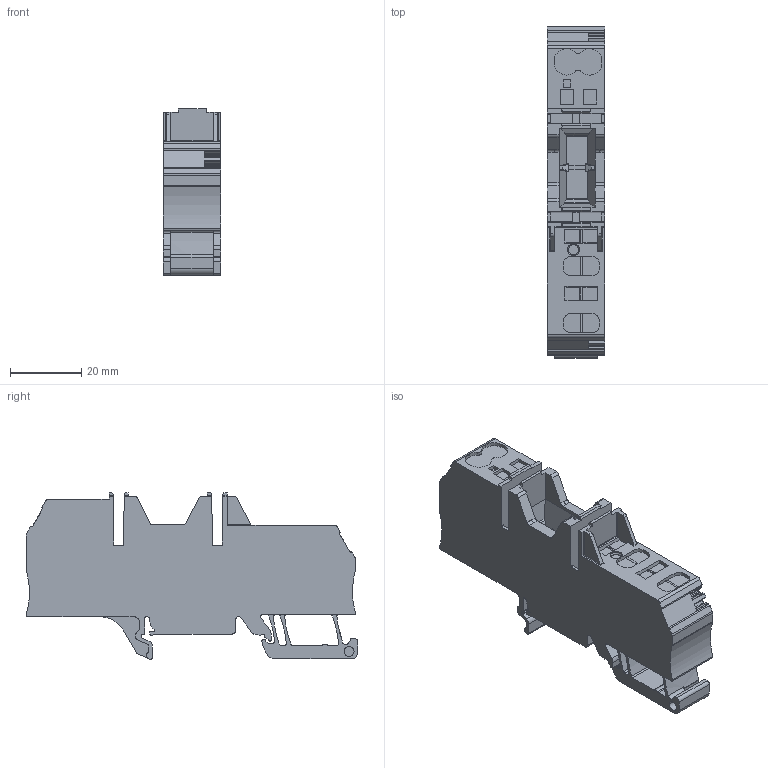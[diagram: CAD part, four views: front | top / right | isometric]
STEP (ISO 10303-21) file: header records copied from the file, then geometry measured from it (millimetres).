
FILE_DESCRIPTION(('CATIA V5R22 STEP214','CAx-IF Rec.Pracs.--- Model Styling and Organization---1.4--- 2014-01-23'),'2;1');
FILE_NAME ('004850-2_0', '2021-04-13T04:52:47+00:00', ('Weidmueller Interface'), ('Weidmueller'), 'CATIA Version 5-6 Release 2016 SP3 HF44', 'CATIA V5 STEP AP214', 'none');
FILE_SCHEMA(('AUTOMOTIVE_DESIGN { 1 0 10303 214 1 1 1 1 }'));
Length unit declared in the file: millimetre
Products named in the file (1): 48008_ZSI_2X6-4X2.5_AllCATPart
Bounding box: 16 x 93.09 x 46.66 mm (x, y, z)
Volume: 41435.3 mm3; surface area: 15013.5 mm2
Topology: 1 solids, 3 shells, 529 faces, 1538 edges, 1023 vertices
Faces by surface type: plane 295, cylinder 218, cone 10, sphere 4, bspline 2
Entity records: 16921 total; most frequent: CARTESIAN_POINT 3455, ORIENTED_EDGE 3068, DIRECTION 2323, EDGE_CURVE 1534, VERTEX_POINT 1023, VECTOR 1018, LINE 1018, AXIS2_PLACEMENT_3D 860
